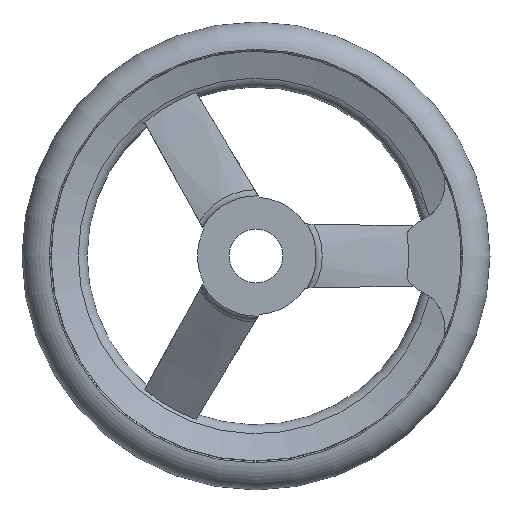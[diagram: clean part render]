
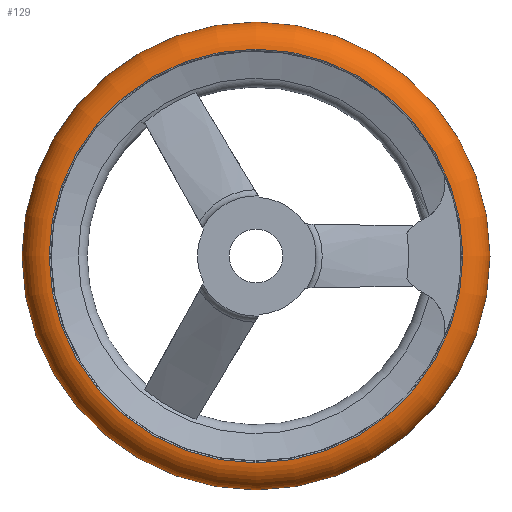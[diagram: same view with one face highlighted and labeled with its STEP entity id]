
A CAD part, front view. The second image highlights one B-rep face of the part: STEP entity #129.
In plain terms, the highlighted toroidal (fillet/blend) face has major radius 61.5 mm and minor radius 8.5 mm.
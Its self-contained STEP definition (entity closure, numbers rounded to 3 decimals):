
#129 = ADVANCED_FACE( '', ( #278, #279, #280 ), #281, .T. );
#278 = FACE_BOUND( '', #445, .T. );
#279 = FACE_OUTER_BOUND( '', #446, .T. );
#280 = FACE_OUTER_BOUND( '', #447, .T. );
#281 = TOROIDAL_SURFACE( '', #448, 61.5, 8.5 );
#445 = VERTEX_LOOP( '', #782 );
#446 = EDGE_LOOP( '', ( #783 ) );
#447 = EDGE_LOOP( '', ( #784 ) );
#448 = AXIS2_PLACEMENT_3D( '', #785, #786, #787 );
#782 = VERTEX_POINT( '', #1122 );
#783 = ORIENTED_EDGE( '', *, *, #1123, .T. );
#784 = ORIENTED_EDGE( '', *, *, #1124, .F. );
#785 = CARTESIAN_POINT( '', ( 0., 29.5, 0. ) );
#786 = DIRECTION( '', ( 0., -1., 0. ) );
#787 = DIRECTION( '', ( 0., 0., -1. ) );
#1122 = CARTESIAN_POINT( '', ( 0., 29.5, -70. ) );
#1123 = EDGE_CURVE( '', #1391, #1391, #1392, .T. );
#1124 = EDGE_CURVE( '', #1393, #1393, #1394, .T. );
#1391 = VERTEX_POINT( '', #2008 );
#1392 = CIRCLE( '', #2009, 61.854 );
#1393 = VERTEX_POINT( '', #2010 );
#1394 = CIRCLE( '', #2011, 61.854 );
#2008 = CARTESIAN_POINT( '', ( 0., 37.993, -61.854 ) );
#2009 = AXIS2_PLACEMENT_3D( '', #2425, #2426, #2427 );
#2010 = CARTESIAN_POINT( '', ( 0., 21.007, -61.854 ) );
#2011 = AXIS2_PLACEMENT_3D( '', #2428, #2429, #2430 );
#2425 = CARTESIAN_POINT( '', ( 0., 37.993, 0. ) );
#2426 = DIRECTION( '', ( 0., -1., 0. ) );
#2427 = DIRECTION( '', ( 0., 0., -1. ) );
#2428 = CARTESIAN_POINT( '', ( 0., 21.007, 0. ) );
#2429 = DIRECTION( '', ( 0., -1., 0. ) );
#2430 = DIRECTION( '', ( 0., 0., -1. ) );
